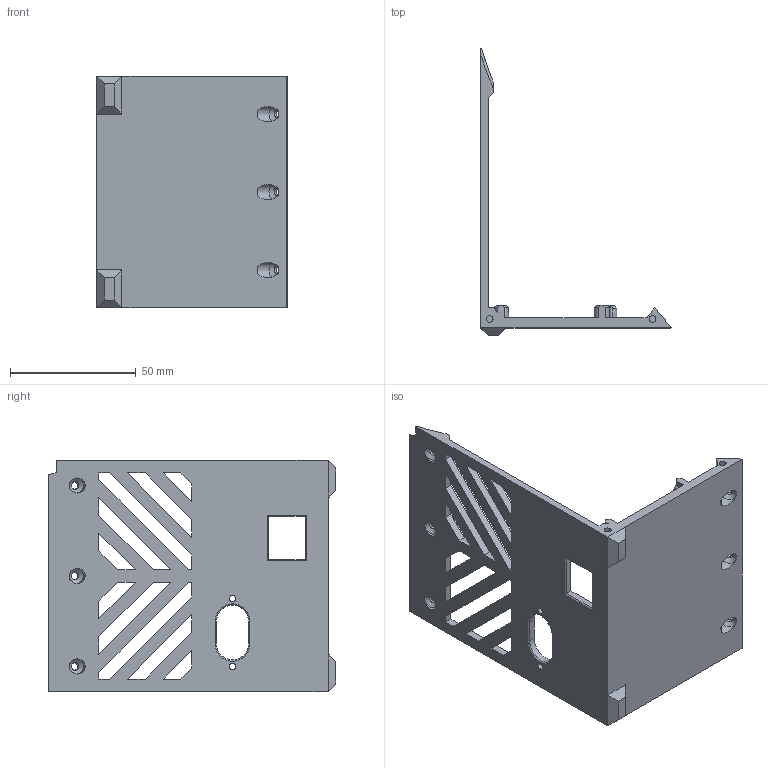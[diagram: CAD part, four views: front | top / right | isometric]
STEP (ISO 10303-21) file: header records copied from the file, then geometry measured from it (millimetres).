
FILE_DESCRIPTION(/* description */ ('Задняя крышка отсека электроники EXT'),/* implementation_level */ '2;1');
FILE_NAME(/* name */ 'UNIT_EXT_Back-Cover-1-port.step',/* time_stamp */ '2025-09-24T19:42:06+03:00',/* author */ ('pavlu'),/* organization */ (''),/* preprocessor_version */ 'ST-DEVELOPER v19.2',/* originating_system */ 'Autodesk Inventor 2024',/* authorisation */ '');
FILE_SCHEMA (('AUTOMOTIVE_DESIGN { 1 0 10303 214 3 1 1 }'));
Length unit declared in the file: millimetre
Products named in the file (1): Крышка Электроники_
EXT
Bounding box: 75.74 x 114.24 x 92 mm (x, y, z)
Volume: 53724.9 mm3; surface area: 35532.8 mm2
Topology: 1 solids, 1 shells, 177 faces, 467 edges, 302 vertices
Faces by surface type: plane 133, cylinder 30, cone 14
Full cylindrical faces by diameter (mm): 2.5 x2, 2.7 x7, 3 x3, 3.1 x3, 6 x3
Entity records: 5624 total; most frequent: CARTESIAN_POINT 1095, ORIENTED_EDGE 934, DIRECTION 884, EDGE_CURVE 467, LINE 358, VECTOR 358, VERTEX_POINT 301, AXIS2_PLACEMENT_3D 263
